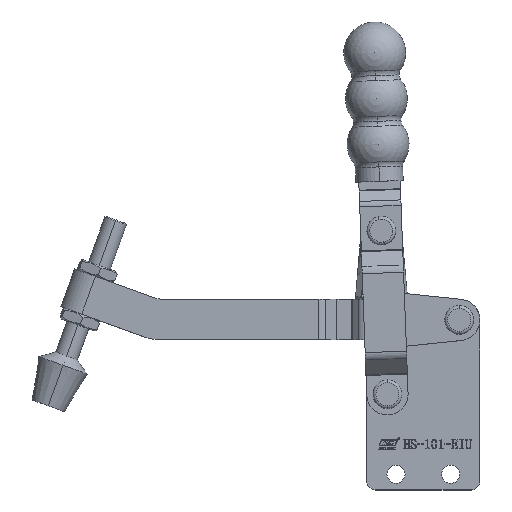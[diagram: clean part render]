
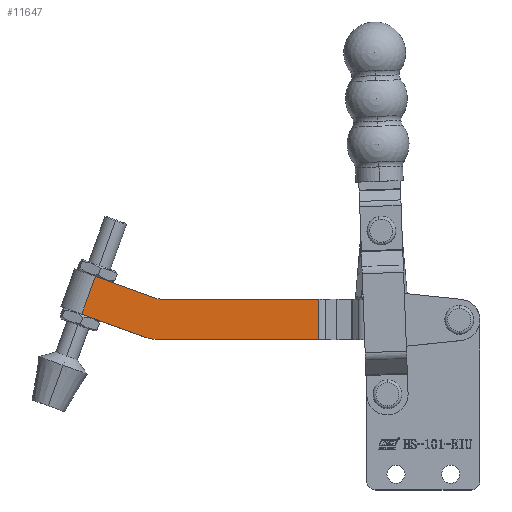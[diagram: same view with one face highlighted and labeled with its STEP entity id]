
A CAD part, top view. The second image highlights one B-rep face of the part: STEP entity #11647.
In plain terms, the highlighted face is planar.
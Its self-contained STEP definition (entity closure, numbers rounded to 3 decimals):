
#28 = ORIENTED_EDGE ( 'NONE', *, *, #2880, .T. ) ;
#967 = EDGE_CURVE ( 'NONE', #12950, #12937, #23444, .T. ) ;
#1045 = EDGE_CURVE ( 'NONE', #12886, #12832, #23564, .T. ) ;
#2879 = EDGE_CURVE ( 'NONE', #12922, #12937, #18687, .T. ) ;
#2880 = EDGE_CURVE ( 'NONE', #12950, #12886, #18691, .T. ) ;
#2883 = EDGE_CURVE ( 'NONE', #12870, #12941, #18694, .T. ) ;
#2884 = EDGE_CURVE ( 'NONE', #12832, #12932, #18695, .T. ) ;
#3360 = AXIS2_PLACEMENT_3D ( 'NONE', #7470, #7471, #7472 ) ;
#3362 = AXIS2_PLACEMENT_3D ( 'NONE', #7483, #7484, #7485 ) ;
#3439 = AXIS2_PLACEMENT_3D ( 'NONE', #6036, #6038, #6039 ) ;
#6036 = CARTESIAN_POINT ( 'NONE',  ( 0., -7.7, 100. ) ) ;
#6037 = PLANE ( 'NONE',  #3439 ) ;
#6038 = DIRECTION ( 'NONE',  ( 0., 1., 0. ) ) ;
#6039 = DIRECTION ( 'NONE',  ( 0., 0., 1. ) ) ;
#6655 = CARTESIAN_POINT ( 'NONE',  ( 23.359, -7.7, 3. ) ) ;
#6693 = CARTESIAN_POINT ( 'NONE',  ( 75.738, -7.7, 36.064 ) ) ;
#6709 = CARTESIAN_POINT ( 'NONE',  ( 0., -7.7, 3. ) ) ;
#6745 = CARTESIAN_POINT ( 'NONE',  ( 25.016, -7.7, 17.603 ) ) ;
#6755 = CARTESIAN_POINT ( 'NONE',  ( 28.148, -7.7, 3.844 ) ) ;
#6760 = CARTESIAN_POINT ( 'NONE',  ( 21.596, -7.7, 17. ) ) ;
#6764 = CARTESIAN_POINT ( 'NONE',  ( 80.527, -7.7, 22.909 ) ) ;
#6773 = CARTESIAN_POINT ( 'NONE',  ( 0., -7.7, 17. ) ) ;
#7465 = DIRECTION ( 'NONE',  ( 0., 0., -1. ) ) ;
#7468 = CARTESIAN_POINT ( 'NONE',  ( 0., -7.7, 100. ) ) ;
#7470 = CARTESIAN_POINT ( 'NONE',  ( 21.596, -7.7, 27. ) ) ;
#7471 = DIRECTION ( 'NONE',  ( 0., 1., 0. ) ) ;
#7472 = DIRECTION ( 'NONE',  ( 0., 0., 1. ) ) ;
#7473 = CARTESIAN_POINT ( 'NONE',  ( 46.33, -7.7, 116.863 ) ) ;
#7479 = DIRECTION ( 'NONE',  ( 0.342, 0., -0.94 ) ) ;
#7483 = CARTESIAN_POINT ( 'NONE',  ( 23.359, -7.7, 17. ) ) ;
#7484 = DIRECTION ( 'NONE',  ( 0., -1., 0. ) ) ;
#7485 = DIRECTION ( 'NONE',  ( 0., 0., 1. ) ) ;
#9077 = EDGE_LOOP ( 'NONE', ( #12703, #12706, #12693, #12696, #12695, #12692, #12708, #28 ) ) ;
#11647 = ADVANCED_FACE ( 'NONE', ( #19135 ), #6037, .F. ) ;
#12692 = ORIENTED_EDGE ( 'NONE', *, *, #2879, .T. ) ;
#12693 = ORIENTED_EDGE ( 'NONE', *, *, #18245, .T. ) ;
#12695 = ORIENTED_EDGE ( 'NONE', *, *, #18215, .F. ) ;
#12696 = ORIENTED_EDGE ( 'NONE', *, *, #2883, .F. ) ;
#12703 = ORIENTED_EDGE ( 'NONE', *, *, #1045, .T. ) ;
#12706 = ORIENTED_EDGE ( 'NONE', *, *, #2884, .T. ) ;
#12708 = ORIENTED_EDGE ( 'NONE', *, *, #967, .F. ) ;
#12832 = VERTEX_POINT ( 'NONE', #6655 ) ;
#12870 = VERTEX_POINT ( 'NONE', #6693 ) ;
#12886 = VERTEX_POINT ( 'NONE', #6709 ) ;
#12922 = VERTEX_POINT ( 'NONE', #6745 ) ;
#12932 = VERTEX_POINT ( 'NONE', #6755 ) ;
#12937 = VERTEX_POINT ( 'NONE', #6760 ) ;
#12941 = VERTEX_POINT ( 'NONE', #6764 ) ;
#12950 = VERTEX_POINT ( 'NONE', #6773 ) ;
#14244 = DIRECTION ( 'NONE',  ( 1., 0., 0. ) ) ;
#14248 = CARTESIAN_POINT ( 'NONE',  ( 0., -7.7, 17. ) ) ;
#14472 = CARTESIAN_POINT ( 'NONE',  ( 0., -7.7, 3. ) ) ;
#14480 = DIRECTION ( 'NONE',  ( 1., 0., 0. ) ) ;
#18215 = EDGE_CURVE ( 'NONE', #12922, #12870, #25005, .T. ) ;
#18245 = EDGE_CURVE ( 'NONE', #12932, #12941, #25056, .T. ) ;
#18687 = CIRCLE ( 'NONE', #3360, 10. ) ;
#18691 = LINE ( 'NONE', #7468, #18693 ) ;
#18693 = VECTOR ( 'NONE', #7465, 1000. ) ;
#18694 = LINE ( 'NONE', #7473, #18698 ) ;
#18695 = CIRCLE ( 'NONE', #3362, 14. ) ;
#18698 = VECTOR ( 'NONE', #7479, 1000. ) ;
#19135 = FACE_OUTER_BOUND ( 'NONE', #9077, .T. ) ;
#21353 = CARTESIAN_POINT ( 'NONE',  ( -2.731, -7.7, 7.504 ) ) ;
#21354 = DIRECTION ( 'NONE',  ( 0.94, 0., 0.342 ) ) ;
#21425 = CARTESIAN_POINT ( 'NONE',  ( 2.057, -7.7, -5.652 ) ) ;
#21426 = DIRECTION ( 'NONE',  ( 0.94, 0., 0.342 ) ) ;
#23444 = LINE ( 'NONE', #14248, #23448 ) ;
#23448 = VECTOR ( 'NONE', #14244, 1000. ) ;
#23564 = LINE ( 'NONE', #14472, #23570 ) ;
#23570 = VECTOR ( 'NONE', #14480, 1000. ) ;
#25005 = LINE ( 'NONE', #21353, #25008 ) ;
#25008 = VECTOR ( 'NONE', #21354, 1000. ) ;
#25056 = LINE ( 'NONE', #21425, #25059 ) ;
#25059 = VECTOR ( 'NONE', #21426, 1000. ) ;
